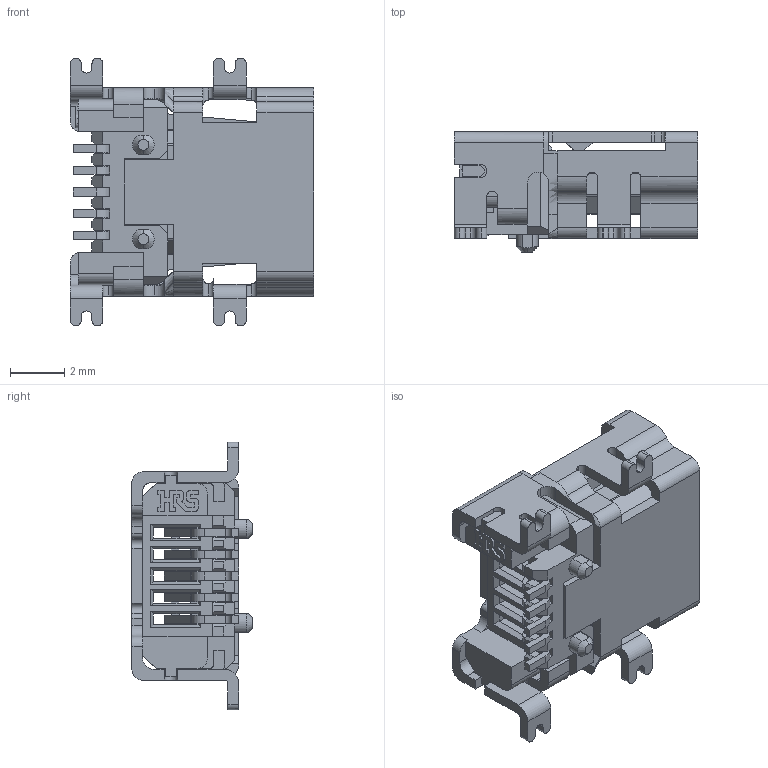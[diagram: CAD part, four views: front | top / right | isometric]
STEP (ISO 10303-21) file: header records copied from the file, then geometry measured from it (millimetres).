
FILE_DESCRIPTION(('OneSpaceDesigner STEP Export'),'2;1');
FILE_NAME('UX60-MB-5ST.stp','2004-02-18T15:06:02',(''),(''),'OneSpace Designer STEP processor (Jan. 2003) for AP214(CD)(Solid Model)','OneSpace Designer 12.01 15-Oct-2003 (C) CoCreate Software GmbH','');
FILE_SCHEMA(('AUTOMOTIVE_DESIGN_CC2 {1 2 10303 214 -1 1 5 1}'));
Length unit declared in the file: millimetre
Products named in the file (2): ux60-mb-5sT
Assembly tree (1 placements, depth 2):
  ux60-mb-5sT
    ux60-mb-5sT
Bounding box: 9 x 4.45 x 9.9 mm (x, y, z)
Volume: 126.6 mm3; surface area: 599.7 mm2
Topology: 1 solids, 1 shells, 647 faces, 2033 edges, 1346 vertices
Faces by surface type: plane 437, cylinder 191, bspline 15, cone 4
Entity records: 31196 total; most frequent: CARTESIAN_POINT 13986, ORIENTED_EDGE 4066, DIRECTION 3102, EDGE_CURVE 2033, VECTOR 1376, LINE 1376, VERTEX_POINT 1346, AXIS2_PLACEMENT_3D 863
